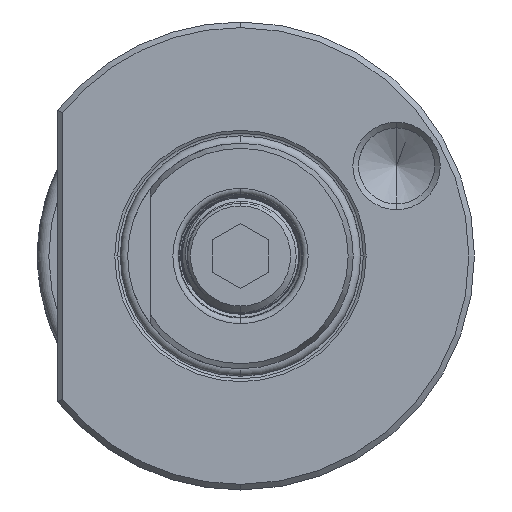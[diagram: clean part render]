
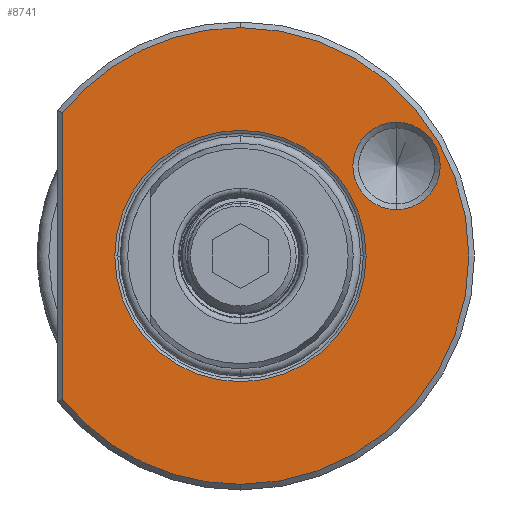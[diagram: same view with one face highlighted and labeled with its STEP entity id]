
A CAD part, left-side view. The second image highlights one B-rep face of the part: STEP entity #8741.
In plain terms, the highlighted planar face has unit normal (-1, 0, 0).
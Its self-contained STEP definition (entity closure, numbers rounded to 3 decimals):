
#343 = VERTEX_POINT ( 'NONE', #55210 ) ;
#345 = VERTEX_POINT ( 'NONE', #55212 ) ;
#419 = VERTEX_POINT ( 'NONE', #55318 ) ;
#435 = VERTEX_POINT ( 'NONE', #55312 ) ;
#1149 = VERTEX_POINT ( 'NONE', #55698 ) ;
#1219 = VERTEX_POINT ( 'NONE', #55730 ) ;
#1221 = VERTEX_POINT ( 'NONE', #55732 ) ;
#1247 = VERTEX_POINT ( 'NONE', #55772 ) ;
#1662 = CIRCLE ( 'NONE', #36667, 22.29 ) ;
#6805 = DIRECTION ( 'NONE',  ( -1., 0., 0. ) ) ;
#6849 = CARTESIAN_POINT ( 'NONE',  ( 2., 0., 0. ) ) ;
#6890 = DIRECTION ( 'NONE',  ( 0., 0., 1. ) ) ;
#8741 = ADVANCED_FACE ( 'NONE', ( #50886, #50915, #50937 ), #36156, .T. ) ;
#11431 = DIRECTION ( 'NONE',  ( 1., 0., 0. ) ) ;
#11443 = CARTESIAN_POINT ( 'NONE',  ( 2., -27.68, 15.97 ) ) ;
#11526 = DIRECTION ( 'NONE',  ( 0., 0., 1. ) ) ;
#11883 = DIRECTION ( 'NONE',  ( 0., 0., -1. ) ) ;
#11888 = CARTESIAN_POINT ( 'NONE',  ( 2., 31.5, 0. ) ) ;
#12240 = DIRECTION ( 'NONE',  ( 1., 0., 0. ) ) ;
#12246 = DIRECTION ( 'NONE',  ( 0., 1., 0. ) ) ;
#12254 = CARTESIAN_POINT ( 'NONE',  ( 2., 0., 0. ) ) ;
#17479 = EDGE_CURVE ( 'NONE', #343, #345, #51604, .T. ) ;
#17519 = EDGE_CURVE ( 'NONE', #419, #435, #51589, .T. ) ;
#17544 = EDGE_CURVE ( 'NONE', #1219, #1247, #51695, .T. ) ;
#17573 = EDGE_CURVE ( 'NONE', #1247, #1221, #51676, .T. ) ;
#22518 = AXIS2_PLACEMENT_3D ( 'NONE', #36158, #36195, #36198 ) ;
#22714 = EDGE_CURVE ( 'NONE', #1149, #1219, #50755, .T. ) ;
#22719 = EDGE_CURVE ( 'NONE', #1221, #1149, #50736, .T. ) ;
#22783 = EDGE_CURVE ( 'NONE', #435, #419, #50828, .T. ) ;
#22861 = EDGE_CURVE ( 'NONE', #345, #343, #1662, .T. ) ;
#36156 = PLANE ( 'NONE',  #22518 ) ;
#36158 = CARTESIAN_POINT ( 'NONE',  ( 2., 20., 0. ) ) ;
#36195 = DIRECTION ( 'NONE',  ( -1., 0., 0. ) ) ;
#36198 = DIRECTION ( 'NONE',  ( 0., 0., 1. ) ) ;
#36320 = AXIS2_PLACEMENT_3D ( 'NONE', #11443, #11431, #11526 ) ;
#36355 = AXIS2_PLACEMENT_3D ( 'NONE', #12254, #12240, #12246 ) ;
#36376 = AXIS2_PLACEMENT_3D ( 'NONE', #6849, #6805, #6890 ) ;
#36452 = AXIS2_PLACEMENT_3D ( 'NONE', #57241, #57219, #57225 ) ;
#36516 = AXIS2_PLACEMENT_3D ( 'NONE', #57251, #57259, #57261 ) ;
#36558 = AXIS2_PLACEMENT_3D ( 'NONE', #57528, #57535, #57544 ) ;
#36667 = AXIS2_PLACEMENT_3D ( 'NONE', #56963, #56989, #56974 ) ;
#37227 = ORIENTED_EDGE ( 'NONE', *, *, #22714, .T. ) ;
#37239 = ORIENTED_EDGE ( 'NONE', *, *, #22861, .T. ) ;
#37241 = ORIENTED_EDGE ( 'NONE', *, *, #17519, .T. ) ;
#37251 = ORIENTED_EDGE ( 'NONE', *, *, #22719, .T. ) ;
#37267 = ORIENTED_EDGE ( 'NONE', *, *, #17544, .T. ) ;
#37311 = ORIENTED_EDGE ( 'NONE', *, *, #17479, .T. ) ;
#37359 = ORIENTED_EDGE ( 'NONE', *, *, #22783, .T. ) ;
#37439 = ORIENTED_EDGE ( 'NONE', *, *, #17573, .T. ) ;
#50736 = CIRCLE ( 'NONE', #36516, 40.5 ) ;
#50755 = CIRCLE ( 'NONE', #36452, 40.5 ) ;
#50828 = CIRCLE ( 'NONE', #36558, 7.75 ) ;
#50886 = FACE_BOUND ( 'NONE', #58034, .T. ) ;
#50915 = FACE_BOUND ( 'NONE', #58003, .T. ) ;
#50937 = FACE_OUTER_BOUND ( 'NONE', #58004, .T. ) ;
#51589 = CIRCLE ( 'NONE', #36320, 7.75 ) ;
#51604 = CIRCLE ( 'NONE', #36355, 22.29 ) ;
#51676 = CIRCLE ( 'NONE', #36376, 40.5 ) ;
#51682 = VECTOR ( 'NONE', #11883, 1000. ) ;
#51695 = LINE ( 'NONE', #11888, #51682 ) ;
#55210 = CARTESIAN_POINT ( 'NONE',  ( 2., 22.29, 0. ) ) ;
#55212 = CARTESIAN_POINT ( 'NONE',  ( 2., -22.29, 0. ) ) ;
#55312 = CARTESIAN_POINT ( 'NONE',  ( 2., -27.68, 23.72 ) ) ;
#55318 = CARTESIAN_POINT ( 'NONE',  ( 2., -27.68, 8.22 ) ) ;
#55698 = CARTESIAN_POINT ( 'NONE',  ( 2., 0., 40.5 ) ) ;
#55730 = CARTESIAN_POINT ( 'NONE',  ( 2., 31.5, 25.456 ) ) ;
#55732 = CARTESIAN_POINT ( 'NONE',  ( 2., 0., -40.5 ) ) ;
#55772 = CARTESIAN_POINT ( 'NONE',  ( 2., 31.5, -25.456 ) ) ;
#56963 = CARTESIAN_POINT ( 'NONE',  ( 2., 0., 0. ) ) ;
#56974 = DIRECTION ( 'NONE',  ( 0., 1., 0. ) ) ;
#56989 = DIRECTION ( 'NONE',  ( 1., 0., 0. ) ) ;
#57219 = DIRECTION ( 'NONE',  ( -1., 0., 0. ) ) ;
#57225 = DIRECTION ( 'NONE',  ( 0., 0., 1. ) ) ;
#57241 = CARTESIAN_POINT ( 'NONE',  ( 2., 0., 0. ) ) ;
#57251 = CARTESIAN_POINT ( 'NONE',  ( 2., 0., 0. ) ) ;
#57259 = DIRECTION ( 'NONE',  ( -1., 0., 0. ) ) ;
#57261 = DIRECTION ( 'NONE',  ( 0., 0., 1. ) ) ;
#57528 = CARTESIAN_POINT ( 'NONE',  ( 2., -27.68, 15.97 ) ) ;
#57535 = DIRECTION ( 'NONE',  ( 1., 0., 0. ) ) ;
#57544 = DIRECTION ( 'NONE',  ( 0., 0., 1. ) ) ;
#58003 = EDGE_LOOP ( 'NONE', ( #37359, #37241 ) ) ;
#58004 = EDGE_LOOP ( 'NONE', ( #37439, #37251, #37227, #37267 ) ) ;
#58034 = EDGE_LOOP ( 'NONE', ( #37239, #37311 ) ) ;
